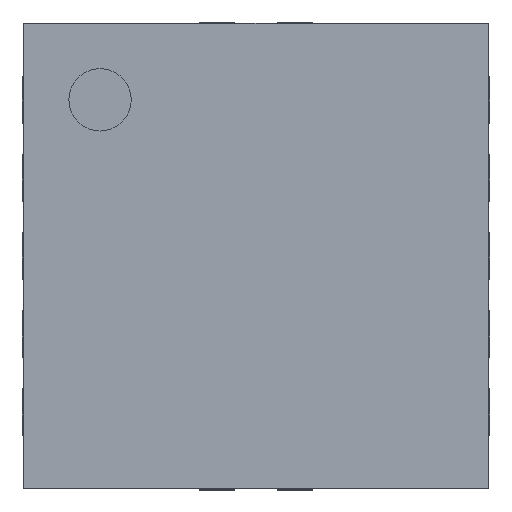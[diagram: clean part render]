
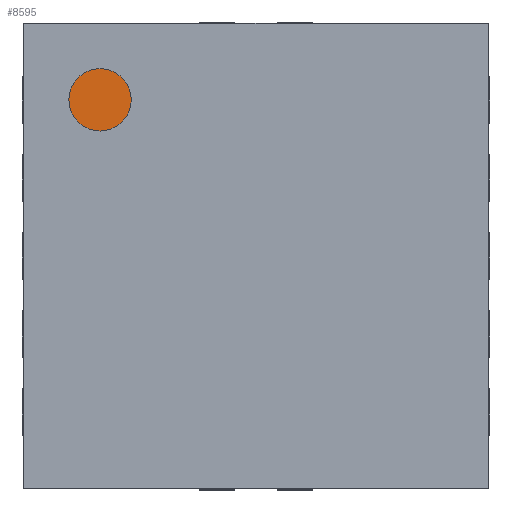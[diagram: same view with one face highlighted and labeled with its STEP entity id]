
A CAD part, top view. The second image highlights one B-rep face of the part: STEP entity #8595.
In plain terms, the highlighted planar face has unit normal (0, 0, 1).
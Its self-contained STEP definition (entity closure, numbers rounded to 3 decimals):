
#33 = VERTEX_POINT('',#34);
#34 = CARTESIAN_POINT('',(-1.,0.8,0.75));
#43 = CYLINDRICAL_SURFACE('',#44,0.2);
#44 = AXIS2_PLACEMENT_3D('',#45,#46,#47);
#45 = CARTESIAN_POINT('',(-1.,1.,0.75));
#46 = DIRECTION('',(0.,0.,1.));
#47 = DIRECTION('',(0.,-1.,0.));
#77 = CYLINDRICAL_SURFACE('',#78,0.2);
#78 = AXIS2_PLACEMENT_3D('',#79,#80,#81);
#79 = CARTESIAN_POINT('',(-1.,1.,0.75));
#80 = DIRECTION('',(0.,0.,1.));
#81 = DIRECTION('',(0.,-1.,0.));
#163 = VERTEX_POINT('',#164);
#164 = CARTESIAN_POINT('',(-1.,1.2,0.75));
#229 = EDGE_CURVE('',#163,#33,#230,.T.);
#230 = SURFACE_CURVE('',#231,(#236,#265),.PCURVE_S1.);
#231 = CIRCLE('',#232,0.2);
#232 = AXIS2_PLACEMENT_3D('',#233,#234,#235);
#233 = CARTESIAN_POINT('',(-1.,1.,0.75));
#234 = DIRECTION('',(0.,0.,1.));
#235 = DIRECTION('',(0.,-1.,0.));
#236 = PCURVE('',#43,#237);
#237 = DEFINITIONAL_REPRESENTATION('',(#238),#264);
#238 = B_SPLINE_CURVE_WITH_KNOTS('',3,(#239,#240,#241,#242,#243,#244,
    #245,#246,#247,#248,#249,#250,#251,#252,#253,#254,#255,#256,#257,
    #258,#259,#260,#261,#262,#263),.UNSPECIFIED.,.F.,.F.,(4,1,1,1,1,1,1,
    1,1,1,1,1,1,1,1,1,1,1,1,1,1,1,4),(3.142,3.284,
    3.427,3.57,3.713,3.856,
    3.998,4.141,4.284,4.427,
    4.57,4.712,4.855,4.998,
    5.141,5.284,5.426,5.569,
    5.712,5.855,5.998,6.14,
    6.283),.QUASI_UNIFORM_KNOTS.);
#239 = CARTESIAN_POINT('',(3.142,0.));
#240 = CARTESIAN_POINT('',(3.189,0.));
#241 = CARTESIAN_POINT('',(3.284,0.));
#242 = CARTESIAN_POINT('',(3.427,0.));
#243 = CARTESIAN_POINT('',(3.57,0.));
#244 = CARTESIAN_POINT('',(3.713,0.));
#245 = CARTESIAN_POINT('',(3.856,0.));
#246 = CARTESIAN_POINT('',(3.998,0.));
#247 = CARTESIAN_POINT('',(4.141,0.));
#248 = CARTESIAN_POINT('',(4.284,0.));
#249 = CARTESIAN_POINT('',(4.427,0.));
#250 = CARTESIAN_POINT('',(4.57,0.));
#251 = CARTESIAN_POINT('',(4.712,0.));
#252 = CARTESIAN_POINT('',(4.855,0.));
#253 = CARTESIAN_POINT('',(4.998,0.));
#254 = CARTESIAN_POINT('',(5.141,0.));
#255 = CARTESIAN_POINT('',(5.284,0.));
#256 = CARTESIAN_POINT('',(5.426,0.));
#257 = CARTESIAN_POINT('',(5.569,0.));
#258 = CARTESIAN_POINT('',(5.712,0.));
#259 = CARTESIAN_POINT('',(5.855,0.));
#260 = CARTESIAN_POINT('',(5.998,0.));
#261 = CARTESIAN_POINT('',(6.14,0.));
#262 = CARTESIAN_POINT('',(6.236,0.));
#263 = CARTESIAN_POINT('',(6.283,0.));
#264 = ( GEOMETRIC_REPRESENTATION_CONTEXT(2) 
PARAMETRIC_REPRESENTATION_CONTEXT() REPRESENTATION_CONTEXT('2D SPACE',''
  ) );
#265 = PCURVE('',#266,#271);
#266 = PLANE('',#267);
#267 = AXIS2_PLACEMENT_3D('',#268,#269,#270);
#268 = CARTESIAN_POINT('',(-1.,1.,0.75));
#269 = DIRECTION('',(0.,0.,1.));
#270 = DIRECTION('',(0.,-1.,0.));
#271 = DEFINITIONAL_REPRESENTATION('',(#272),#276);
#272 = CIRCLE('',#273,0.2);
#273 = AXIS2_PLACEMENT_2D('',#274,#275);
#274 = CARTESIAN_POINT('',(0.,0.));
#275 = DIRECTION('',(1.,0.));
#276 = ( GEOMETRIC_REPRESENTATION_CONTEXT(2) 
PARAMETRIC_REPRESENTATION_CONTEXT() REPRESENTATION_CONTEXT('2D SPACE',''
  ) );
#8551 = EDGE_CURVE('',#33,#163,#8552,.T.);
#8552 = SURFACE_CURVE('',#8553,(#8558,#8587),.PCURVE_S1.);
#8553 = CIRCLE('',#8554,0.2);
#8554 = AXIS2_PLACEMENT_3D('',#8555,#8556,#8557);
#8555 = CARTESIAN_POINT('',(-1.,1.,0.75));
#8556 = DIRECTION('',(0.,0.,1.));
#8557 = DIRECTION('',(0.,-1.,0.));
#8558 = PCURVE('',#77,#8559);
#8559 = DEFINITIONAL_REPRESENTATION('',(#8560),#8586);
#8560 = B_SPLINE_CURVE_WITH_KNOTS('',3,(#8561,#8562,#8563,#8564,#8565,
    #8566,#8567,#8568,#8569,#8570,#8571,#8572,#8573,#8574,#8575,#8576,
    #8577,#8578,#8579,#8580,#8581,#8582,#8583,#8584,#8585),
  .UNSPECIFIED.,.F.,.F.,(4,1,1,1,1,1,1,1,1,1,1,1,1,1,1,1,1,1,1,1,1,1,4),
  (0.,0.143,0.286,0.428,0.571,
    0.714,0.857,1.,1.142,
    1.285,1.428,1.571,1.714,
    1.856,1.999,2.142,2.285,
    2.428,2.57,2.713,2.856,
    2.999,3.142),.QUASI_UNIFORM_KNOTS.);
#8561 = CARTESIAN_POINT('',(0.,0.));
#8562 = CARTESIAN_POINT('',(0.048,0.));
#8563 = CARTESIAN_POINT('',(0.143,0.));
#8564 = CARTESIAN_POINT('',(0.286,0.));
#8565 = CARTESIAN_POINT('',(0.428,0.));
#8566 = CARTESIAN_POINT('',(0.571,0.));
#8567 = CARTESIAN_POINT('',(0.714,0.));
#8568 = CARTESIAN_POINT('',(0.857,0.));
#8569 = CARTESIAN_POINT('',(1.,0.));
#8570 = CARTESIAN_POINT('',(1.142,0.));
#8571 = CARTESIAN_POINT('',(1.285,0.));
#8572 = CARTESIAN_POINT('',(1.428,0.));
#8573 = CARTESIAN_POINT('',(1.571,0.));
#8574 = CARTESIAN_POINT('',(1.714,0.));
#8575 = CARTESIAN_POINT('',(1.856,0.));
#8576 = CARTESIAN_POINT('',(1.999,0.));
#8577 = CARTESIAN_POINT('',(2.142,0.));
#8578 = CARTESIAN_POINT('',(2.285,0.));
#8579 = CARTESIAN_POINT('',(2.428,0.));
#8580 = CARTESIAN_POINT('',(2.57,0.));
#8581 = CARTESIAN_POINT('',(2.713,0.));
#8582 = CARTESIAN_POINT('',(2.856,0.));
#8583 = CARTESIAN_POINT('',(2.999,0.));
#8584 = CARTESIAN_POINT('',(3.094,0.));
#8585 = CARTESIAN_POINT('',(3.142,0.));
#8586 = ( GEOMETRIC_REPRESENTATION_CONTEXT(2) 
PARAMETRIC_REPRESENTATION_CONTEXT() REPRESENTATION_CONTEXT('2D SPACE',''
  ) );
#8587 = PCURVE('',#266,#8588);
#8588 = DEFINITIONAL_REPRESENTATION('',(#8589),#8593);
#8589 = CIRCLE('',#8590,0.2);
#8590 = AXIS2_PLACEMENT_2D('',#8591,#8592);
#8591 = CARTESIAN_POINT('',(0.,0.));
#8592 = DIRECTION('',(1.,0.));
#8593 = ( GEOMETRIC_REPRESENTATION_CONTEXT(2) 
PARAMETRIC_REPRESENTATION_CONTEXT() REPRESENTATION_CONTEXT('2D SPACE',''
  ) );
#8595 = ADVANCED_FACE('',(#8596),#266,.T.);
#8596 = FACE_BOUND('',#8597,.T.);
#8597 = EDGE_LOOP('',(#8598,#8599));
#8598 = ORIENTED_EDGE('',*,*,#8551,.T.);
#8599 = ORIENTED_EDGE('',*,*,#229,.T.);
